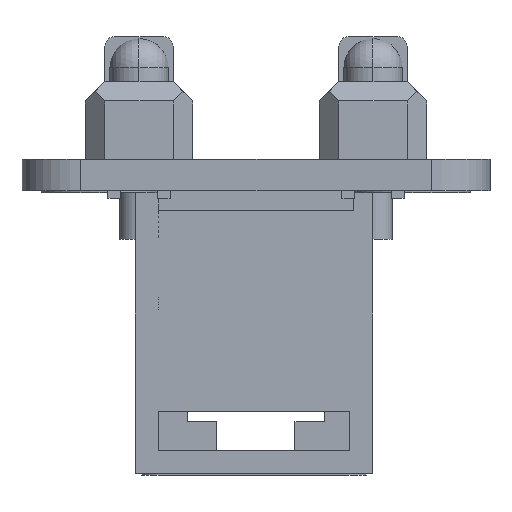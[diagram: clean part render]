
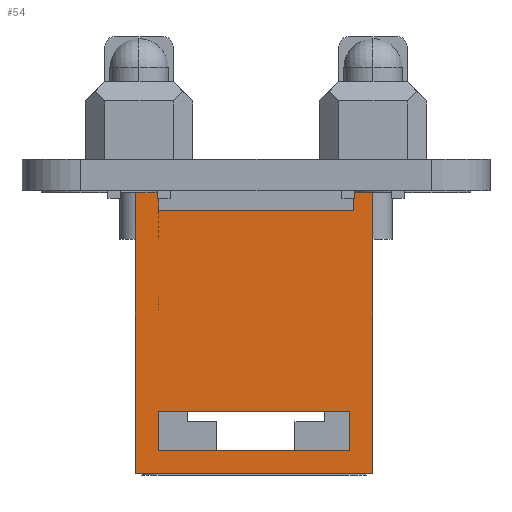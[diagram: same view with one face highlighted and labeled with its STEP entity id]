
A CAD part, left-side view. The second image highlights one B-rep face of the part: STEP entity #54.
In plain terms, the highlighted planar face has unit normal (-1, 0, 0).
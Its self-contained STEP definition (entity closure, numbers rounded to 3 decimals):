
#54 = ADVANCED_FACE ( 'NONE', ( #5898, #3836 ), #3682, .T. ) ;
#97 = LINE ( 'NONE', #10978, #11117 ) ;
#110 = CARTESIAN_POINT ( 'NONE',  ( 13.045, 7.39, 53.81 ) ) ;
#384 = ORIENTED_EDGE ( 'NONE', *, *, #3230, .F. ) ;
#594 = CARTESIAN_POINT ( 'NONE',  ( 13.045, 8.59, 54.81 ) ) ;
#673 = VECTOR ( 'NONE', #8924, 1000. ) ;
#923 = ORIENTED_EDGE ( 'NONE', *, *, #3806, .F. ) ;
#1028 = LINE ( 'NONE', #594, #3078 ) ;
#1046 = CARTESIAN_POINT ( 'NONE',  ( 13.045, -2.41, 43.51 ) ) ;
#1130 = EDGE_CURVE ( 'NONE', #3844, #1543, #97, .T. ) ;
#1192 = EDGE_CURVE ( 'NONE', #3844, #8526, #1028, .T. ) ;
#1270 = VECTOR ( 'NONE', #3127, 1000. ) ;
#1438 = LINE ( 'NONE', #7272, #10440 ) ;
#1543 = VERTEX_POINT ( 'NONE', #2548 ) ;
#1685 = EDGE_LOOP ( 'NONE', ( #4733, #9378, #384, #5008 ) ) ;
#2008 = EDGE_CURVE ( 'NONE', #8747, #10437, #7075, .T. ) ;
#2090 = EDGE_CURVE ( 'NONE', #7854, #3138, #4208, .T. ) ;
#2548 = CARTESIAN_POINT ( 'NONE',  ( 13.045, 7.39, 54.81 ) ) ;
#2616 = VERTEX_POINT ( 'NONE', #7016 ) ;
#2679 = CARTESIAN_POINT ( 'NONE',  ( 13.045, 8.59, 40.31 ) ) ;
#2692 = VECTOR ( 'NONE', #4501, 1000. ) ;
#2717 = DIRECTION ( 'NONE',  ( 0., -1., 0. ) ) ;
#2781 = EDGE_CURVE ( 'NONE', #8526, #6251, #11209, .T. ) ;
#2856 = CARTESIAN_POINT ( 'NONE',  ( 13.045, -3.61, 40.31 ) ) ;
#2910 = DIRECTION ( 'NONE',  ( 0., 0., 1. ) ) ;
#2965 = LINE ( 'NONE', #5342, #2692 ) ;
#3078 = VECTOR ( 'NONE', #4006, 1000. ) ;
#3100 = DIRECTION ( 'NONE',  ( 0., 0., -1. ) ) ;
#3106 = EDGE_CURVE ( 'NONE', #7266, #2616, #8172, .T. ) ;
#3127 = DIRECTION ( 'NONE',  ( 0., 0., -1. ) ) ;
#3138 = VERTEX_POINT ( 'NONE', #5267 ) ;
#3230 = EDGE_CURVE ( 'NONE', #10437, #6247, #2965, .T. ) ;
#3303 = CARTESIAN_POINT ( 'NONE',  ( 13.045, -2.41, 41.51 ) ) ;
#3331 = CARTESIAN_POINT ( 'NONE',  ( 13.045, -2.41, 41.51 ) ) ;
#3486 = ORIENTED_EDGE ( 'NONE', *, *, #2781, .T. ) ;
#3649 = EDGE_CURVE ( 'NONE', #2616, #7854, #1438, .T. ) ;
#3682 = PLANE ( 'NONE',  #4279 ) ;
#3723 = CARTESIAN_POINT ( 'NONE',  ( 13.045, 8.59, 54.81 ) ) ;
#3806 = EDGE_CURVE ( 'NONE', #1543, #7266, #10452, .T. ) ;
#3836 = FACE_OUTER_BOUND ( 'NONE', #5890, .T. ) ;
#3844 = VERTEX_POINT ( 'NONE', #9293 ) ;
#4006 = DIRECTION ( 'NONE',  ( 0., 0., -1. ) ) ;
#4201 = DIRECTION ( 'NONE',  ( 0., 0., 1. ) ) ;
#4208 = LINE ( 'NONE', #4753, #6570 ) ;
#4279 = AXIS2_PLACEMENT_3D ( 'NONE', #3723, #9847, #4608 ) ;
#4501 = DIRECTION ( 'NONE',  ( 0., 0., -1. ) ) ;
#4608 = DIRECTION ( 'NONE',  ( 0., 0., 1. ) ) ;
#4733 = ORIENTED_EDGE ( 'NONE', *, *, #8876, .F. ) ;
#4753 = CARTESIAN_POINT ( 'NONE',  ( 13.045, 8.59, 54.81 ) ) ;
#4861 = CARTESIAN_POINT ( 'NONE',  ( 13.045, -2.61, 54.81 ) ) ;
#4993 = CARTESIAN_POINT ( 'NONE',  ( 13.045, 8.59, 40.31 ) ) ;
#5008 = ORIENTED_EDGE ( 'NONE', *, *, #2008, .F. ) ;
#5267 = CARTESIAN_POINT ( 'NONE',  ( 13.045, -3.61, 54.81 ) ) ;
#5342 = CARTESIAN_POINT ( 'NONE',  ( 13.045, 7.39, 41.51 ) ) ;
#5386 = VECTOR ( 'NONE', #6782, 1000. ) ;
#5554 = ORIENTED_EDGE ( 'NONE', *, *, #1130, .F. ) ;
#5736 = EDGE_CURVE ( 'NONE', #6247, #8566, #7726, .T. ) ;
#5772 = DIRECTION ( 'NONE',  ( 0., -1., 0. ) ) ;
#5838 = ORIENTED_EDGE ( 'NONE', *, *, #6424, .F. ) ;
#5858 = VECTOR ( 'NONE', #10493, 1000. ) ;
#5890 = EDGE_LOOP ( 'NONE', ( #7335, #7620, #923, #5554, #7883, #3486, #5838, #6127 ) ) ;
#5898 = FACE_BOUND ( 'NONE', #1685, .T. ) ;
#5900 = CARTESIAN_POINT ( 'NONE',  ( 13.045, -2.41, 41.51 ) ) ;
#6127 = ORIENTED_EDGE ( 'NONE', *, *, #2090, .F. ) ;
#6247 = VERTEX_POINT ( 'NONE', #7464 ) ;
#6251 = VERTEX_POINT ( 'NONE', #2856 ) ;
#6344 = CARTESIAN_POINT ( 'NONE',  ( 13.045, -2.41, 43.51 ) ) ;
#6424 = EDGE_CURVE ( 'NONE', #3138, #6251, #7957, .T. ) ;
#6570 = VECTOR ( 'NONE', #9985, 1000. ) ;
#6660 = CARTESIAN_POINT ( 'NONE',  ( 13.045, 7.39, 43.51 ) ) ;
#6782 = DIRECTION ( 'NONE',  ( 0., -1., 0. ) ) ;
#7016 = CARTESIAN_POINT ( 'NONE',  ( 13.045, -2.61, 53.81 ) ) ;
#7075 = LINE ( 'NONE', #6344, #673 ) ;
#7266 = VERTEX_POINT ( 'NONE', #110 ) ;
#7272 = CARTESIAN_POINT ( 'NONE',  ( 13.045, -2.61, 53.81 ) ) ;
#7335 = ORIENTED_EDGE ( 'NONE', *, *, #3649, .F. ) ;
#7464 = CARTESIAN_POINT ( 'NONE',  ( 13.045, 7.39, 41.51 ) ) ;
#7620 = ORIENTED_EDGE ( 'NONE', *, *, #3106, .F. ) ;
#7726 = LINE ( 'NONE', #5900, #5386 ) ;
#7854 = VERTEX_POINT ( 'NONE', #4861 ) ;
#7883 = ORIENTED_EDGE ( 'NONE', *, *, #1192, .T. ) ;
#7957 = LINE ( 'NONE', #8365, #1270 ) ;
#8172 = LINE ( 'NONE', #9630, #5858 ) ;
#8365 = CARTESIAN_POINT ( 'NONE',  ( 13.045, -3.61, 54.81 ) ) ;
#8526 = VERTEX_POINT ( 'NONE', #4993 ) ;
#8566 = VERTEX_POINT ( 'NONE', #3303 ) ;
#8747 = VERTEX_POINT ( 'NONE', #1046 ) ;
#8840 = LINE ( 'NONE', #3331, #11133 ) ;
#8876 = EDGE_CURVE ( 'NONE', #8566, #8747, #8840, .T. ) ;
#8924 = DIRECTION ( 'NONE',  ( 0., 1., 0. ) ) ;
#9217 = CARTESIAN_POINT ( 'NONE',  ( 13.045, 7.39, 54.81 ) ) ;
#9293 = CARTESIAN_POINT ( 'NONE',  ( 13.045, 8.59, 54.81 ) ) ;
#9378 = ORIENTED_EDGE ( 'NONE', *, *, #5736, .F. ) ;
#9630 = CARTESIAN_POINT ( 'NONE',  ( 13.045, 7.39, 53.81 ) ) ;
#9847 = DIRECTION ( 'NONE',  ( -1., 0., 0. ) ) ;
#9985 = DIRECTION ( 'NONE',  ( 0., -1., 0. ) ) ;
#10174 = VECTOR ( 'NONE', #3100, 1000. ) ;
#10437 = VERTEX_POINT ( 'NONE', #6660 ) ;
#10440 = VECTOR ( 'NONE', #2910, 1000. ) ;
#10452 = LINE ( 'NONE', #9217, #10174 ) ;
#10493 = DIRECTION ( 'NONE',  ( 0., -1., 0. ) ) ;
#10670 = VECTOR ( 'NONE', #2717, 1000. ) ;
#10978 = CARTESIAN_POINT ( 'NONE',  ( 13.045, 8.59, 54.81 ) ) ;
#11117 = VECTOR ( 'NONE', #5772, 1000. ) ;
#11133 = VECTOR ( 'NONE', #4201, 1000. ) ;
#11209 = LINE ( 'NONE', #2679, #10670 ) ;
